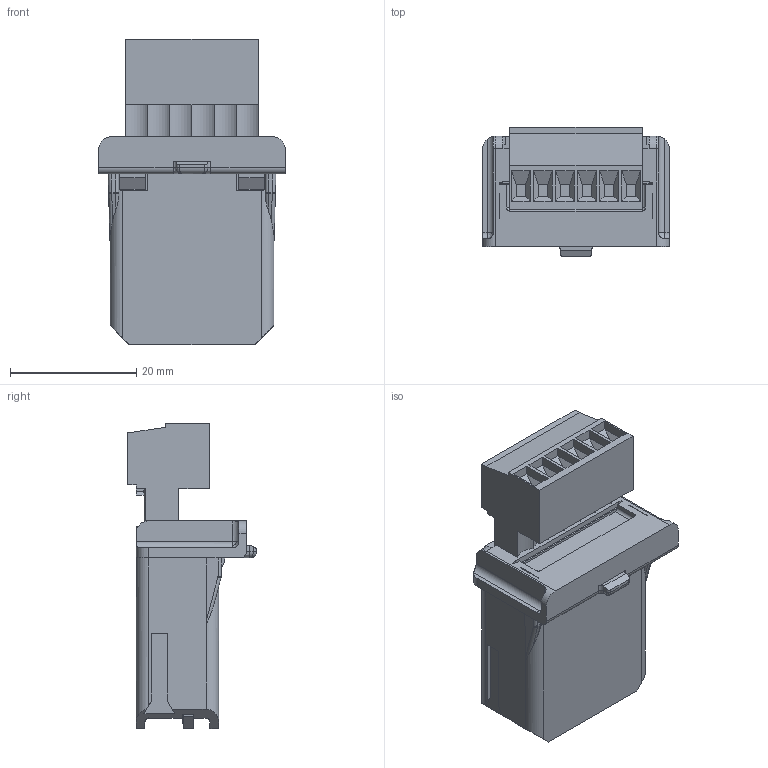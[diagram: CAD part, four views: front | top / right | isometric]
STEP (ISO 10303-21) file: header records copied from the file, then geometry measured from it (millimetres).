
FILE_DESCRIPTION (( 'STEP AP214' ), '1' );
FILE_NAME ('C440-XCOM.step', '2019-09-03T15:39:46', ( '' ), ( '' ), 'SwSTEP 2.0', 'SolidWorks 2018', '' );
FILE_SCHEMA (( 'AUTOMOTIVE_DESIGN' ));
Length unit declared in the file: inch
Products named in the file (1): C440-XCOM
Bounding box: 29.6 x 20.46 x 48.48 mm (x, y, z)
Volume: 13433.9 mm3; surface area: 7191.7 mm2
Topology: 1 solids, 3 shells, 998 faces, 2703 edges, 1743 vertices
Faces by surface type: plane 826, cylinder 147, bspline 21, torus 4
Entity records: 32175 total; most frequent: CARTESIAN_POINT 7653, ORIENTED_EDGE 5398, DIRECTION 4503, EDGE_CURVE 2699, LINE 2293, VECTOR 2293, VERTEX_POINT 1743, AXIS2_PLACEMENT_3D 1105
